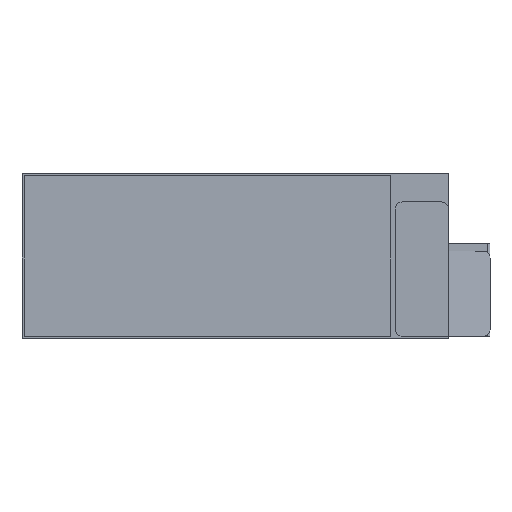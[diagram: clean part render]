
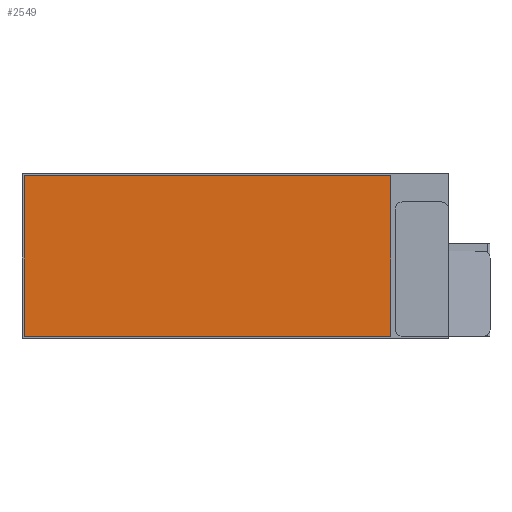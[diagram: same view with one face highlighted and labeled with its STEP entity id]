
A CAD part, top view. The second image highlights one B-rep face of the part: STEP entity #2549.
In plain terms, the highlighted planar face has unit normal (0, 0, 1).
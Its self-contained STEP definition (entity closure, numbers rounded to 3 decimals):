
#1406 = PLANE('',#1407);
#1407 = AXIS2_PLACEMENT_3D('',#1408,#1409,#1410);
#1408 = CARTESIAN_POINT('',(11.7,-5.65,-0.15));
#1409 = DIRECTION('',(1.,0.,0.));
#1410 = DIRECTION('',(0.,1.,0.));
#1434 = PLANE('',#1435);
#1435 = AXIS2_PLACEMENT_3D('',#1436,#1437,#1438);
#1436 = CARTESIAN_POINT('',(-14.1,-5.65,-0.15));
#1437 = DIRECTION('',(0.,-1.,0.));
#1438 = DIRECTION('',(1.,0.,0.));
#1462 = PLANE('',#1463);
#1463 = AXIS2_PLACEMENT_3D('',#1464,#1465,#1466);
#1464 = CARTESIAN_POINT('',(-14.1,5.65,-0.15));
#1465 = DIRECTION('',(-1.,0.,0.));
#1466 = DIRECTION('',(0.,-1.,0.));
#1488 = PLANE('',#1489);
#1489 = AXIS2_PLACEMENT_3D('',#1490,#1491,#1492);
#1490 = CARTESIAN_POINT('',(11.7,5.65,-0.15));
#1491 = DIRECTION('',(0.,1.,0.));
#1492 = DIRECTION('',(-1.,0.,0.));
#2118 = VERTEX_POINT('',#2119);
#2119 = CARTESIAN_POINT('',(11.7,5.65,-0.09));
#2140 = EDGE_CURVE('',#2141,#2118,#2143,.T.);
#2141 = VERTEX_POINT('',#2142);
#2142 = CARTESIAN_POINT('',(11.7,-5.65,-0.09));
#2143 = SURFACE_CURVE('',#2144,(#2148,#2155),.PCURVE_S1.);
#2144 = LINE('',#2145,#2146);
#2145 = CARTESIAN_POINT('',(11.7,5.65,-0.09));
#2146 = VECTOR('',#2147,1.);
#2147 = DIRECTION('',(0.,1.,0.));
#2148 = PCURVE('',#1406,#2149);
#2149 = DEFINITIONAL_REPRESENTATION('',(#2150),#2154);
#2150 = LINE('',#2151,#2152);
#2151 = CARTESIAN_POINT('',(11.3,0.06));
#2152 = VECTOR('',#2153,1.);
#2153 = DIRECTION('',(1.,0.));
#2154 = ( GEOMETRIC_REPRESENTATION_CONTEXT(2) 
PARAMETRIC_REPRESENTATION_CONTEXT() REPRESENTATION_CONTEXT('2D SPACE',''
  ) );
#2155 = PCURVE('',#2156,#2161);
#2156 = PLANE('',#2157);
#2157 = AXIS2_PLACEMENT_3D('',#2158,#2159,#2160);
#2158 = CARTESIAN_POINT('',(-1.2,0.,-0.09));
#2159 = DIRECTION('',(0.,0.,1.));
#2160 = DIRECTION('',(1.,0.,0.));
#2161 = DEFINITIONAL_REPRESENTATION('',(#2162),#2166);
#2162 = LINE('',#2163,#2164);
#2163 = CARTESIAN_POINT('',(12.9,5.65));
#2164 = VECTOR('',#2165,1.);
#2165 = DIRECTION('',(0.,1.));
#2166 = ( GEOMETRIC_REPRESENTATION_CONTEXT(2) 
PARAMETRIC_REPRESENTATION_CONTEXT() REPRESENTATION_CONTEXT('2D SPACE',''
  ) );
#2194 = EDGE_CURVE('',#2195,#2141,#2197,.T.);
#2195 = VERTEX_POINT('',#2196);
#2196 = CARTESIAN_POINT('',(-14.1,-5.65,-0.09));
#2197 = SURFACE_CURVE('',#2198,(#2202,#2209),.PCURVE_S1.);
#2198 = LINE('',#2199,#2200);
#2199 = CARTESIAN_POINT('',(11.7,-5.65,-0.09));
#2200 = VECTOR('',#2201,1.);
#2201 = DIRECTION('',(1.,0.,0.));
#2202 = PCURVE('',#1434,#2203);
#2203 = DEFINITIONAL_REPRESENTATION('',(#2204),#2208);
#2204 = LINE('',#2205,#2206);
#2205 = CARTESIAN_POINT('',(25.8,0.06));
#2206 = VECTOR('',#2207,1.);
#2207 = DIRECTION('',(1.,0.));
#2208 = ( GEOMETRIC_REPRESENTATION_CONTEXT(2) 
PARAMETRIC_REPRESENTATION_CONTEXT() REPRESENTATION_CONTEXT('2D SPACE',''
  ) );
#2209 = PCURVE('',#2156,#2210);
#2210 = DEFINITIONAL_REPRESENTATION('',(#2211),#2215);
#2211 = LINE('',#2212,#2213);
#2212 = CARTESIAN_POINT('',(12.9,-5.65));
#2213 = VECTOR('',#2214,1.);
#2214 = DIRECTION('',(1.,0.));
#2215 = ( GEOMETRIC_REPRESENTATION_CONTEXT(2) 
PARAMETRIC_REPRESENTATION_CONTEXT() REPRESENTATION_CONTEXT('2D SPACE',''
  ) );
#2243 = EDGE_CURVE('',#2244,#2195,#2246,.T.);
#2244 = VERTEX_POINT('',#2245);
#2245 = CARTESIAN_POINT('',(-14.1,5.65,-0.09));
#2246 = SURFACE_CURVE('',#2247,(#2251,#2258),.PCURVE_S1.);
#2247 = LINE('',#2248,#2249);
#2248 = CARTESIAN_POINT('',(-14.1,-5.65,-0.09));
#2249 = VECTOR('',#2250,1.);
#2250 = DIRECTION('',(0.,-1.,0.));
#2251 = PCURVE('',#1462,#2252);
#2252 = DEFINITIONAL_REPRESENTATION('',(#2253),#2257);
#2253 = LINE('',#2254,#2255);
#2254 = CARTESIAN_POINT('',(11.3,0.06));
#2255 = VECTOR('',#2256,1.);
#2256 = DIRECTION('',(1.,0.));
#2257 = ( GEOMETRIC_REPRESENTATION_CONTEXT(2) 
PARAMETRIC_REPRESENTATION_CONTEXT() REPRESENTATION_CONTEXT('2D SPACE',''
  ) );
#2258 = PCURVE('',#2156,#2259);
#2259 = DEFINITIONAL_REPRESENTATION('',(#2260),#2264);
#2260 = LINE('',#2261,#2262);
#2261 = CARTESIAN_POINT('',(-12.9,-5.65));
#2262 = VECTOR('',#2263,1.);
#2263 = DIRECTION('',(0.,-1.));
#2264 = ( GEOMETRIC_REPRESENTATION_CONTEXT(2) 
PARAMETRIC_REPRESENTATION_CONTEXT() REPRESENTATION_CONTEXT('2D SPACE',''
  ) );
#2292 = EDGE_CURVE('',#2118,#2244,#2293,.T.);
#2293 = SURFACE_CURVE('',#2294,(#2298,#2305),.PCURVE_S1.);
#2294 = LINE('',#2295,#2296);
#2295 = CARTESIAN_POINT('',(-14.1,5.65,-0.09));
#2296 = VECTOR('',#2297,1.);
#2297 = DIRECTION('',(-1.,0.,0.));
#2298 = PCURVE('',#1488,#2299);
#2299 = DEFINITIONAL_REPRESENTATION('',(#2300),#2304);
#2300 = LINE('',#2301,#2302);
#2301 = CARTESIAN_POINT('',(25.8,0.06));
#2302 = VECTOR('',#2303,1.);
#2303 = DIRECTION('',(1.,0.));
#2304 = ( GEOMETRIC_REPRESENTATION_CONTEXT(2) 
PARAMETRIC_REPRESENTATION_CONTEXT() REPRESENTATION_CONTEXT('2D SPACE',''
  ) );
#2305 = PCURVE('',#2156,#2306);
#2306 = DEFINITIONAL_REPRESENTATION('',(#2307),#2311);
#2307 = LINE('',#2308,#2309);
#2308 = CARTESIAN_POINT('',(-12.9,5.65));
#2309 = VECTOR('',#2310,1.);
#2310 = DIRECTION('',(-1.,0.));
#2311 = ( GEOMETRIC_REPRESENTATION_CONTEXT(2) 
PARAMETRIC_REPRESENTATION_CONTEXT() REPRESENTATION_CONTEXT('2D SPACE',''
  ) );
#2549 = ADVANCED_FACE('',(#2550),#2156,.T.);
#2550 = FACE_BOUND('',#2551,.T.);
#2551 = EDGE_LOOP('',(#2552,#2553,#2554,#2555));
#2552 = ORIENTED_EDGE('',*,*,#2292,.T.);
#2553 = ORIENTED_EDGE('',*,*,#2243,.T.);
#2554 = ORIENTED_EDGE('',*,*,#2194,.T.);
#2555 = ORIENTED_EDGE('',*,*,#2140,.T.);
